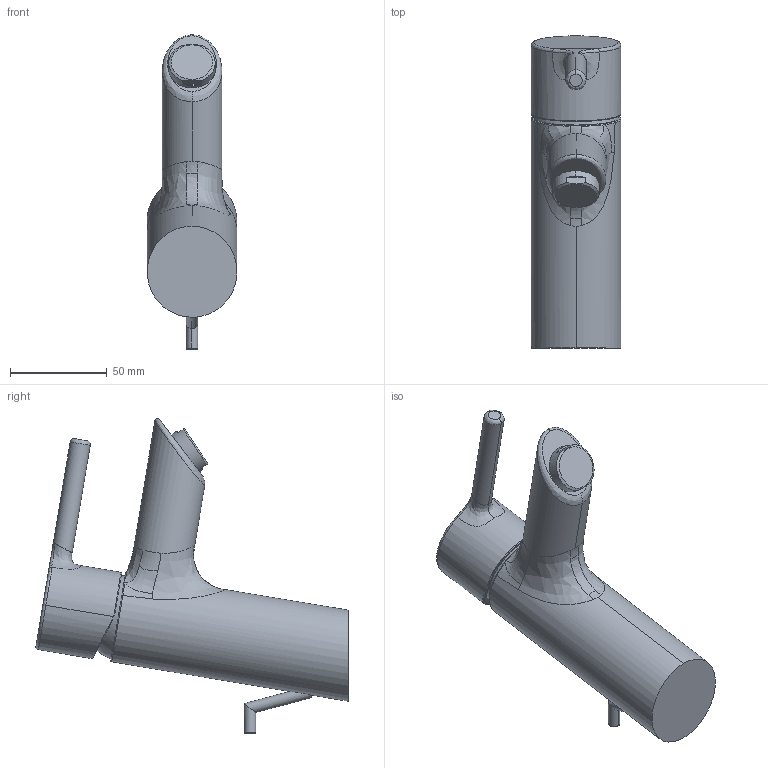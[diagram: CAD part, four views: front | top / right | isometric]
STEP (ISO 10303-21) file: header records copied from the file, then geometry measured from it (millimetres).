
FILE_DESCRIPTION (( 'STEP AP203' ), '1' );
FILE_NAME ('52402267(2022).STEP', '2022-01-25T08:08:59', ( '' ), ( '' ), 'SwSTEP 2.0', 'SolidWorks 2016', '' );
FILE_SCHEMA (( 'CONFIG_CONTROL_DESIGN' ));
Length unit declared in the file: millimetre
Products named in the file (1): 52402267(2022)
Bounding box: 46.56 x 161.6 x 162.7 mm (x, y, z)
Volume: 335577 mm3; surface area: 37356.1 mm2
Topology: 1 solids, 1 shells, 82 faces, 208 edges, 131 vertices
Faces by surface type: bspline 47, cylinder 18, plane 15, cone 2
Entity records: 11962 total; most frequent: CARTESIAN_POINT 10381, ORIENTED_EDGE 416, EDGE_CURVE 208, DIRECTION 145, B_SPLINE_CURVE_WITH_KNOTS 142, VERTEX_POINT 131, EDGE_LOOP 85, ADVANCED_FACE 82
